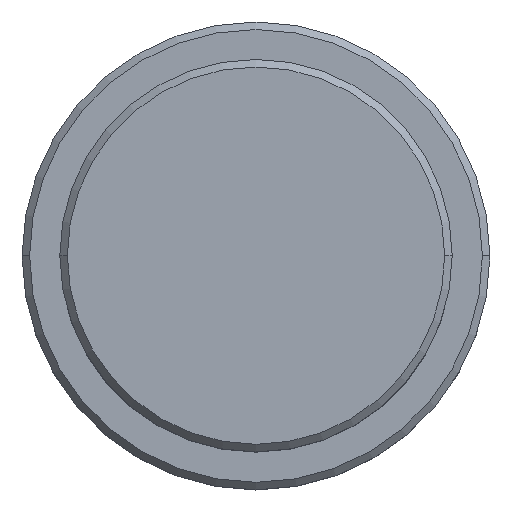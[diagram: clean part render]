
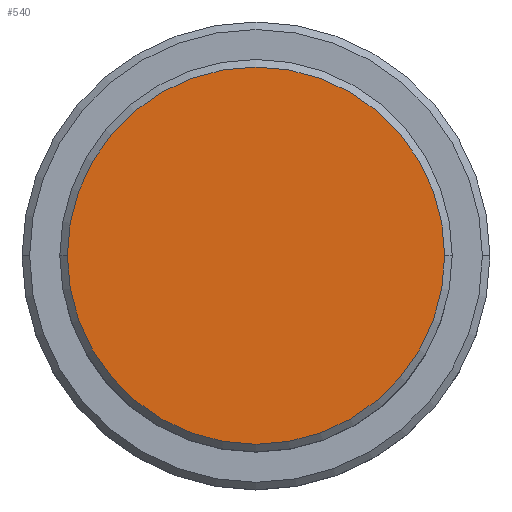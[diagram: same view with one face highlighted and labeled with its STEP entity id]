
A CAD part, top view. The second image highlights one B-rep face of the part: STEP entity #540.
In plain terms, the highlighted planar face has unit normal (0, 0, 1).
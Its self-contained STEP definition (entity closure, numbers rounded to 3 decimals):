
#13 = VERTEX_POINT ( 'NONE', #766 ) ;
#36 = CIRCLE ( 'NONE', #532, 12.5 ) ;
#49 = VERTEX_POINT ( 'NONE', #829 ) ;
#122 = AXIS2_PLACEMENT_3D ( 'NONE', #634, #1043, #1060 ) ;
#261 = ORIENTED_EDGE ( 'NONE', *, *, #1353, .T. ) ;
#509 = DIRECTION ( 'NONE',  ( 1., 0., 0. ) ) ;
#518 = ORIENTED_EDGE ( 'NONE', *, *, #887, .T. ) ;
#532 = AXIS2_PLACEMENT_3D ( 'NONE', #926, #1366, #509 ) ;
#540 = ADVANCED_FACE ( 'NONE', ( #1287 ), #1054, .T. ) ;
#634 = CARTESIAN_POINT ( 'NONE',  ( 0., 0., 0. ) ) ;
#703 = DIRECTION ( 'NONE',  ( 0., 0., 1. ) ) ;
#766 = CARTESIAN_POINT ( 'NONE',  ( 12.5, 0., 0. ) ) ;
#829 = CARTESIAN_POINT ( 'NONE',  ( -12.5, 0., 0. ) ) ;
#887 = EDGE_CURVE ( 'NONE', #49, #13, #1291, .T. ) ;
#926 = CARTESIAN_POINT ( 'NONE',  ( 0., 0., 0. ) ) ;
#983 = AXIS2_PLACEMENT_3D ( 'NONE', #1029, #703, #1051 ) ;
#1029 = CARTESIAN_POINT ( 'NONE',  ( 0., 0., 0. ) ) ;
#1043 = DIRECTION ( 'NONE',  ( 0., 0., 1. ) ) ;
#1051 = DIRECTION ( 'NONE',  ( 1., 0., 0. ) ) ;
#1054 = PLANE ( 'NONE',  #122 ) ;
#1060 = DIRECTION ( 'NONE',  ( 1., 0., 0. ) ) ;
#1113 = EDGE_LOOP ( 'NONE', ( #518, #261 ) ) ;
#1287 = FACE_OUTER_BOUND ( 'NONE', #1113, .T. ) ;
#1291 = CIRCLE ( 'NONE', #983, 12.5 ) ;
#1353 = EDGE_CURVE ( 'NONE', #13, #49, #36, .T. ) ;
#1366 = DIRECTION ( 'NONE',  ( 0., 0., 1. ) ) ;
